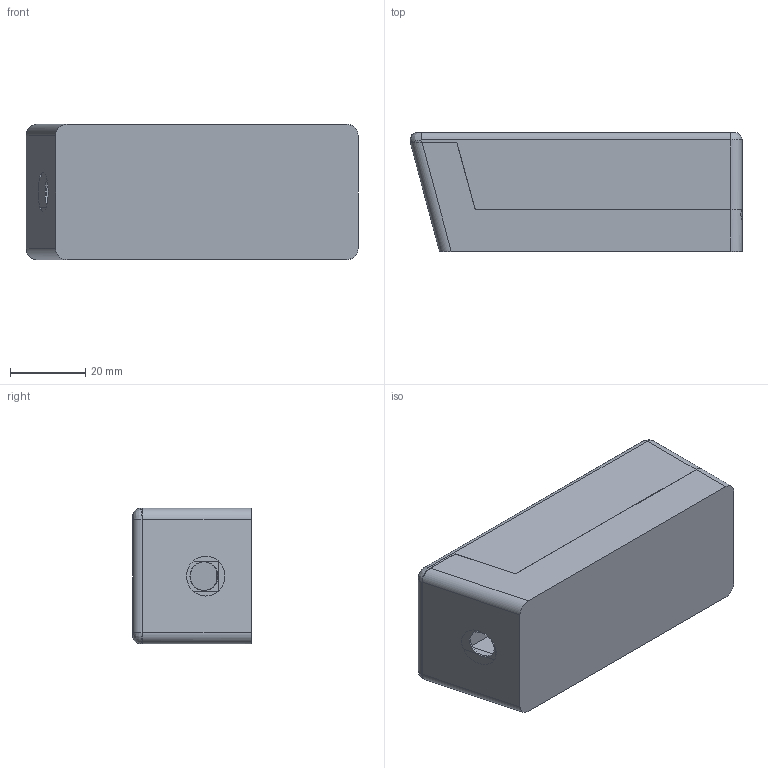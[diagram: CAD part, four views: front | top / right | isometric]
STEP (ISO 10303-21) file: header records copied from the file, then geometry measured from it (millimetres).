
FILE_DESCRIPTION(/* description */ (''),/* implementation_level */ '2;1');
FILE_NAME(/* name */ 'Pi Zero Camera Case.step',/* time_stamp */ '2017-10-18T00:09:35-06:00',/* author */ ('rbray89'),/* organization */ (''),/* preprocessor_version */ 'ST-DEVELOPER v16.13',/* originating_system */ 'Autodesk Translation Framework v6.5.0.72',/* authorisation */ '');
FILE_SCHEMA (('AUTOMOTIVE_DESIGN { 1 0 10303 214 3 1 1 }'));
Length unit declared in the file: millimetre
Products named in the file (1): cam case v9
Bounding box: 88.3 x 31.61 x 36 mm (x, y, z)
Volume: 33015.1 mm3; surface area: 26815.5 mm2
Topology: 2 solids, 2 shells, 120 faces, 306 edges, 197 vertices
Faces by surface type: plane 86, cylinder 25, cone 5, bspline 4
Full cylindrical faces by diameter (mm): 2.75 x4, 6 x4, 7.6 x1
Entity records: 3699 total; most frequent: CARTESIAN_POINT 704, ORIENTED_EDGE 612, DIRECTION 611, EDGE_CURVE 306, LINE 235, VECTOR 235, VERTEX_POINT 197, AXIS2_PLACEMENT_3D 188
